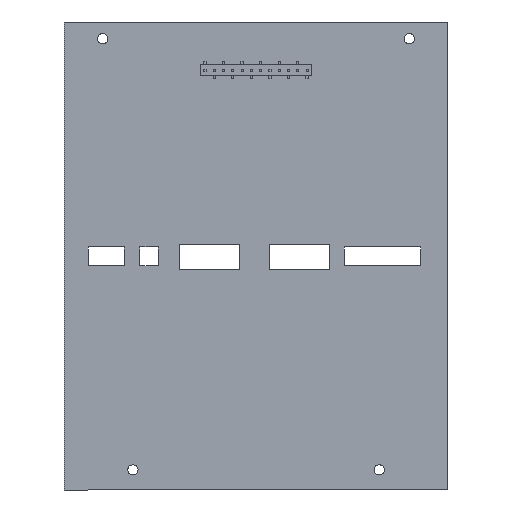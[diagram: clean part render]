
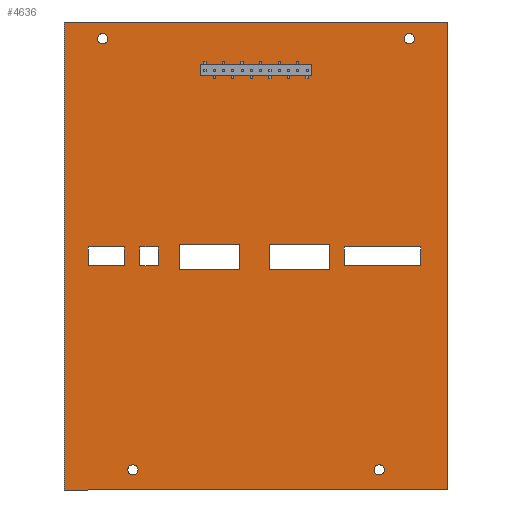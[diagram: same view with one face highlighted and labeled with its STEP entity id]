
A CAD part, front view. The second image highlights one B-rep face of the part: STEP entity #4636.
In plain terms, the highlighted planar face has unit normal (0, -1, 0).
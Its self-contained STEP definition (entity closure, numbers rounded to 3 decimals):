
#118=FACE_BOUND('',#440,.T.);
#119=FACE_BOUND('',#441,.T.);
#120=FACE_BOUND('',#442,.T.);
#121=FACE_BOUND('',#443,.T.);
#122=FACE_BOUND('',#444,.T.);
#123=FACE_BOUND('',#445,.T.);
#124=FACE_BOUND('',#446,.T.);
#125=FACE_BOUND('',#447,.T.);
#126=FACE_BOUND('',#448,.T.);
#155=CIRCLE('',#4956,1.1);
#156=CIRCLE('',#4957,1.1);
#157=CIRCLE('',#4958,1.1);
#158=CIRCLE('',#4959,1.1);
#172=FACE_OUTER_BOUND('',#439,.T.);
#439=EDGE_LOOP('',(#3107,#3108,#3109,#3110));
#440=EDGE_LOOP('',(#3111));
#441=EDGE_LOOP('',(#3112));
#442=EDGE_LOOP('',(#3113));
#443=EDGE_LOOP('',(#3114));
#444=EDGE_LOOP('',(#3115,#3116,#3117,#3118));
#445=EDGE_LOOP('',(#3119,#3120,#3121,#3122));
#446=EDGE_LOOP('',(#3123,#3124,#3125,#3126));
#447=EDGE_LOOP('',(#3127,#3128,#3129,#3130));
#448=EDGE_LOOP('',(#3131,#3132,#3133,#3134));
#753=LINE('',#6526,#1387);
#754=LINE('',#6528,#1388);
#755=LINE('',#6530,#1389);
#756=LINE('',#6531,#1390);
#757=LINE('',#6542,#1391);
#758=LINE('',#6544,#1392);
#759=LINE('',#6546,#1393);
#760=LINE('',#6547,#1394);
#761=LINE('',#6550,#1395);
#762=LINE('',#6552,#1396);
#763=LINE('',#6554,#1397);
#764=LINE('',#6555,#1398);
#765=LINE('',#6558,#1399);
#766=LINE('',#6560,#1400);
#767=LINE('',#6562,#1401);
#768=LINE('',#6563,#1402);
#769=LINE('',#6566,#1403);
#770=LINE('',#6568,#1404);
#771=LINE('',#6570,#1405);
#772=LINE('',#6571,#1406);
#773=LINE('',#6574,#1407);
#774=LINE('',#6576,#1408);
#775=LINE('',#6578,#1409);
#776=LINE('',#6579,#1410);
#1387=VECTOR('',#5282,100.7);
#1388=VECTOR('',#5283,82.6);
#1389=VECTOR('',#5284,100.7);
#1390=VECTOR('',#5285,82.6);
#1391=VECTOR('',#5294,4.);
#1392=VECTOR('',#5295,4.);
#1393=VECTOR('',#5296,4.);
#1394=VECTOR('',#5297,4.);
#1395=VECTOR('',#5298,5.5);
#1396=VECTOR('',#5299,13.);
#1397=VECTOR('',#5300,5.5);
#1398=VECTOR('',#5301,13.);
#1399=VECTOR('',#5302,4.);
#1400=VECTOR('',#5303,7.8);
#1401=VECTOR('',#5304,4.);
#1402=VECTOR('',#5305,7.8);
#1403=VECTOR('',#5306,4.);
#1404=VECTOR('',#5307,16.5);
#1405=VECTOR('',#5308,4.);
#1406=VECTOR('',#5309,16.5);
#1407=VECTOR('',#5310,5.5);
#1408=VECTOR('',#5311,13.);
#1409=VECTOR('',#5312,5.5);
#1410=VECTOR('',#5313,13.);
#2025=VERTEX_POINT('',#6524);
#2026=VERTEX_POINT('',#6525);
#2027=VERTEX_POINT('',#6527);
#2028=VERTEX_POINT('',#6529);
#2029=VERTEX_POINT('',#6532);
#2030=VERTEX_POINT('',#6534);
#2031=VERTEX_POINT('',#6536);
#2032=VERTEX_POINT('',#6538);
#2033=VERTEX_POINT('',#6540);
#2034=VERTEX_POINT('',#6541);
#2035=VERTEX_POINT('',#6543);
#2036=VERTEX_POINT('',#6545);
#2037=VERTEX_POINT('',#6548);
#2038=VERTEX_POINT('',#6549);
#2039=VERTEX_POINT('',#6551);
#2040=VERTEX_POINT('',#6553);
#2041=VERTEX_POINT('',#6556);
#2042=VERTEX_POINT('',#6557);
#2043=VERTEX_POINT('',#6559);
#2044=VERTEX_POINT('',#6561);
#2045=VERTEX_POINT('',#6564);
#2046=VERTEX_POINT('',#6565);
#2047=VERTEX_POINT('',#6567);
#2048=VERTEX_POINT('',#6569);
#2049=VERTEX_POINT('',#6572);
#2050=VERTEX_POINT('',#6573);
#2051=VERTEX_POINT('',#6575);
#2052=VERTEX_POINT('',#6577);
#2453=EDGE_CURVE('',#2025,#2026,#753,.T.);
#2454=EDGE_CURVE('',#2027,#2026,#754,.T.);
#2455=EDGE_CURVE('',#2027,#2028,#755,.T.);
#2456=EDGE_CURVE('',#2025,#2028,#756,.T.);
#2457=EDGE_CURVE('',#2029,#2029,#155,.T.);
#2458=EDGE_CURVE('',#2030,#2030,#156,.T.);
#2459=EDGE_CURVE('',#2031,#2031,#157,.T.);
#2460=EDGE_CURVE('',#2032,#2032,#158,.T.);
#2461=EDGE_CURVE('',#2033,#2034,#757,.T.);
#2462=EDGE_CURVE('',#2035,#2033,#758,.T.);
#2463=EDGE_CURVE('',#2036,#2035,#759,.T.);
#2464=EDGE_CURVE('',#2034,#2036,#760,.T.);
#2465=EDGE_CURVE('',#2037,#2038,#761,.T.);
#2466=EDGE_CURVE('',#2039,#2037,#762,.T.);
#2467=EDGE_CURVE('',#2040,#2039,#763,.T.);
#2468=EDGE_CURVE('',#2038,#2040,#764,.T.);
#2469=EDGE_CURVE('',#2041,#2042,#765,.T.);
#2470=EDGE_CURVE('',#2043,#2041,#766,.T.);
#2471=EDGE_CURVE('',#2044,#2043,#767,.T.);
#2472=EDGE_CURVE('',#2042,#2044,#768,.T.);
#2473=EDGE_CURVE('',#2045,#2046,#769,.T.);
#2474=EDGE_CURVE('',#2047,#2045,#770,.T.);
#2475=EDGE_CURVE('',#2048,#2047,#771,.T.);
#2476=EDGE_CURVE('',#2046,#2048,#772,.T.);
#2477=EDGE_CURVE('',#2049,#2050,#773,.T.);
#2478=EDGE_CURVE('',#2051,#2049,#774,.T.);
#2479=EDGE_CURVE('',#2052,#2051,#775,.T.);
#2480=EDGE_CURVE('',#2050,#2052,#776,.T.);
#3107=ORIENTED_EDGE('',*,*,#2453,.T.);
#3108=ORIENTED_EDGE('',*,*,#2454,.F.);
#3109=ORIENTED_EDGE('',*,*,#2455,.T.);
#3110=ORIENTED_EDGE('',*,*,#2456,.F.);
#3111=ORIENTED_EDGE('',*,*,#2457,.T.);
#3112=ORIENTED_EDGE('',*,*,#2458,.T.);
#3113=ORIENTED_EDGE('',*,*,#2459,.F.);
#3114=ORIENTED_EDGE('',*,*,#2460,.F.);
#3115=ORIENTED_EDGE('',*,*,#2461,.F.);
#3116=ORIENTED_EDGE('',*,*,#2462,.F.);
#3117=ORIENTED_EDGE('',*,*,#2463,.F.);
#3118=ORIENTED_EDGE('',*,*,#2464,.F.);
#3119=ORIENTED_EDGE('',*,*,#2465,.F.);
#3120=ORIENTED_EDGE('',*,*,#2466,.F.);
#3121=ORIENTED_EDGE('',*,*,#2467,.F.);
#3122=ORIENTED_EDGE('',*,*,#2468,.F.);
#3123=ORIENTED_EDGE('',*,*,#2469,.F.);
#3124=ORIENTED_EDGE('',*,*,#2470,.F.);
#3125=ORIENTED_EDGE('',*,*,#2471,.F.);
#3126=ORIENTED_EDGE('',*,*,#2472,.F.);
#3127=ORIENTED_EDGE('',*,*,#2473,.F.);
#3128=ORIENTED_EDGE('',*,*,#2474,.F.);
#3129=ORIENTED_EDGE('',*,*,#2475,.F.);
#3130=ORIENTED_EDGE('',*,*,#2476,.F.);
#3131=ORIENTED_EDGE('',*,*,#2477,.F.);
#3132=ORIENTED_EDGE('',*,*,#2478,.F.);
#3133=ORIENTED_EDGE('',*,*,#2479,.F.);
#3134=ORIENTED_EDGE('',*,*,#2480,.F.);
#4388=PLANE('',#4955);
#4636=ADVANCED_FACE('',(#172,#118,#119,#120,#121,#122,#123,#124,#125,#126),
#4388,.T.);
#4955=AXIS2_PLACEMENT_3D('',#6523,#5280,#5281);
#4956=AXIS2_PLACEMENT_3D('',#6533,#5286,#5287);
#4957=AXIS2_PLACEMENT_3D('',#6535,#5288,#5289);
#4958=AXIS2_PLACEMENT_3D('',#6537,#5290,#5291);
#4959=AXIS2_PLACEMENT_3D('',#6539,#5292,#5293);
#5280=DIRECTION('center_axis',(0.,-1.,0.));
#5281=DIRECTION('ref_axis',(0.,0.,-1.));
#5282=DIRECTION('',(0.,0.,1.));
#5283=DIRECTION('',(1.,0.,0.));
#5284=DIRECTION('',(0.,0.,-1.));
#5285=DIRECTION('',(-1.,0.,0.));
#5286=DIRECTION('center_axis',(0.,1.,0.));
#5287=DIRECTION('ref_axis',(0.,0.,1.));
#5288=DIRECTION('center_axis',(0.,1.,0.));
#5289=DIRECTION('ref_axis',(0.,0.,1.));
#5290=DIRECTION('center_axis',(0.,-1.,0.));
#5291=DIRECTION('ref_axis',(0.,0.,-1.));
#5292=DIRECTION('center_axis',(0.,-1.,0.));
#5293=DIRECTION('ref_axis',(0.,0.,-1.));
#5294=DIRECTION('',(0.,0.,-1.));
#5295=DIRECTION('',(-1.,0.,0.));
#5296=DIRECTION('',(0.,0.,1.));
#5297=DIRECTION('',(1.,0.,0.));
#5298=DIRECTION('',(0.,0.,-1.));
#5299=DIRECTION('',(-1.,0.,0.));
#5300=DIRECTION('',(0.,0.,1.));
#5301=DIRECTION('',(1.,0.,0.));
#5302=DIRECTION('',(0.,0.,-1.));
#5303=DIRECTION('',(-1.,0.,0.));
#5304=DIRECTION('',(0.,0.,1.));
#5305=DIRECTION('',(1.,0.,0.));
#5306=DIRECTION('',(0.,0.,-1.));
#5307=DIRECTION('',(-1.,0.,0.));
#5308=DIRECTION('',(0.,0.,1.));
#5309=DIRECTION('',(1.,0.,0.));
#5310=DIRECTION('',(0.,0.,-1.));
#5311=DIRECTION('',(-1.,0.,0.));
#5312=DIRECTION('',(0.,0.,1.));
#5313=DIRECTION('',(1.,0.,0.));
#6523=CARTESIAN_POINT('Origin',(0.,0.,0.));
#6524=CARTESIAN_POINT('',(65.04,0.,-31.463));
#6525=CARTESIAN_POINT('',(65.04,0.,69.237));
#6526=CARTESIAN_POINT('',(65.04,0.,-31.463));
#6527=CARTESIAN_POINT('',(-17.56,0.,69.237));
#6528=CARTESIAN_POINT('',(-17.56,0.,69.237));
#6529=CARTESIAN_POINT('',(-17.56,0.,-31.463));
#6530=CARTESIAN_POINT('',(-17.56,0.,69.237));
#6531=CARTESIAN_POINT('',(65.04,0.,-31.463));
#6532=CARTESIAN_POINT('',(-2.748,0.,-28.223));
#6533=CARTESIAN_POINT('Origin',(-2.748,0.,-27.123));
#6534=CARTESIAN_POINT('',(50.252,0.,-28.223));
#6535=CARTESIAN_POINT('Origin',(50.252,0.,-27.123));
#6536=CARTESIAN_POINT('',(56.752,0.,64.527));
#6537=CARTESIAN_POINT('Origin',(56.752,0.,65.627));
#6538=CARTESIAN_POINT('',(-9.248,0.,64.527));
#6539=CARTESIAN_POINT('Origin',(-9.248,0.,65.627));
#6540=CARTESIAN_POINT('',(-1.26,0.,20.837));
#6541=CARTESIAN_POINT('',(-1.26,0.,16.837));
#6542=CARTESIAN_POINT('',(-1.26,0.,20.837));
#6543=CARTESIAN_POINT('',(2.74,0.,20.837));
#6544=CARTESIAN_POINT('',(2.74,0.,20.837));
#6545=CARTESIAN_POINT('',(2.74,0.,16.837));
#6546=CARTESIAN_POINT('',(2.74,0.,16.837));
#6547=CARTESIAN_POINT('',(-1.26,0.,16.837));
#6548=CARTESIAN_POINT('',(26.54,0.,21.387));
#6549=CARTESIAN_POINT('',(26.54,0.,15.887));
#6550=CARTESIAN_POINT('',(26.54,0.,21.387));
#6551=CARTESIAN_POINT('',(39.54,0.,21.387));
#6552=CARTESIAN_POINT('',(39.54,0.,21.387));
#6553=CARTESIAN_POINT('',(39.54,0.,15.887));
#6554=CARTESIAN_POINT('',(39.54,0.,15.887));
#6555=CARTESIAN_POINT('',(26.54,0.,15.887));
#6556=CARTESIAN_POINT('',(-12.36,0.,20.837));
#6557=CARTESIAN_POINT('',(-12.36,0.,16.837));
#6558=CARTESIAN_POINT('',(-12.36,0.,20.837));
#6559=CARTESIAN_POINT('',(-4.56,0.,20.837));
#6560=CARTESIAN_POINT('',(-4.56,0.,20.837));
#6561=CARTESIAN_POINT('',(-4.56,0.,16.837));
#6562=CARTESIAN_POINT('',(-4.56,0.,16.837));
#6563=CARTESIAN_POINT('',(-12.36,0.,16.837));
#6564=CARTESIAN_POINT('',(42.74,0.,20.837));
#6565=CARTESIAN_POINT('',(42.74,0.,16.837));
#6566=CARTESIAN_POINT('',(42.74,0.,20.837));
#6567=CARTESIAN_POINT('',(59.24,0.,20.837));
#6568=CARTESIAN_POINT('',(59.24,0.,20.837));
#6569=CARTESIAN_POINT('',(59.24,0.,16.837));
#6570=CARTESIAN_POINT('',(59.24,0.,16.837));
#6571=CARTESIAN_POINT('',(42.74,0.,16.837));
#6572=CARTESIAN_POINT('',(7.24,0.,21.387));
#6573=CARTESIAN_POINT('',(7.24,0.,15.887));
#6574=CARTESIAN_POINT('',(7.24,0.,21.387));
#6575=CARTESIAN_POINT('',(20.24,0.,21.387));
#6576=CARTESIAN_POINT('',(20.24,0.,21.387));
#6577=CARTESIAN_POINT('',(20.24,0.,15.887));
#6578=CARTESIAN_POINT('',(20.24,0.,15.887));
#6579=CARTESIAN_POINT('',(7.24,0.,15.887));
